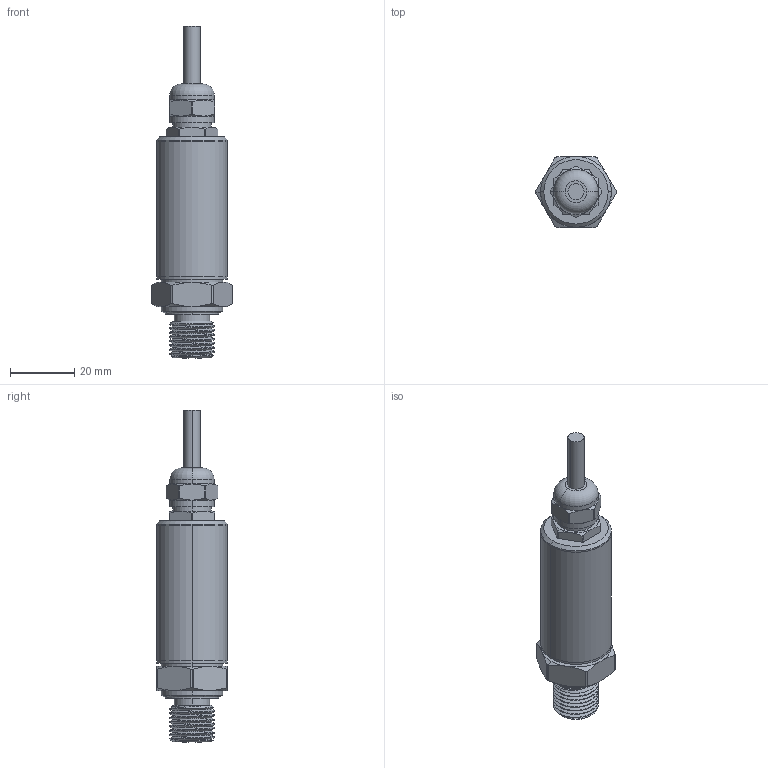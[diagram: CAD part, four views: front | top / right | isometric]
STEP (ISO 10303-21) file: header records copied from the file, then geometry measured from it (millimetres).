
FILE_DESCRIPTION (( 'STEP AP214' ), '1' );
FILE_NAME ('PRT800-217-504_3D.STEP', '2022-03-10T21:04:27', ( '' ), ( '' ), 'SwSTEP 2.0', 'SolidWorks 2021', '' );
FILE_SCHEMA (( 'AUTOMOTIVE_DESIGN' ));
Length unit declared in the file: inch
Products named in the file (6): FST800-2; PRT800-217-504_3D; 111; FST800-1; PRT0001; M12X1-FANGSHUI-01
Assembly tree (5 placements, depth 2):
  PRT800-217-504_3D
    FST800-1
    FST800-2
    PRT0001
    M12X1-FANGSHUI-01
    111
Bounding box: 25 x 22 x 103.2 mm (x, y, z)
Volume: 24990.3 mm3; surface area: 9747.1 mm2
Topology: 5 solids, 5 shells, 191 faces, 485 edges, 320 vertices
Faces by surface type: cylinder 79, cone 51, plane 44, bspline 15, torus 2
Entity records: 10619 total; most frequent: CARTESIAN_POINT 6001, ORIENTED_EDGE 970, DIRECTION 818, EDGE_CURVE 485, AXIS2_PLACEMENT_3D 348, VERTEX_POINT 320, EDGE_LOOP 211, B_SPLINE_CURVE_WITH_KNOTS 199
